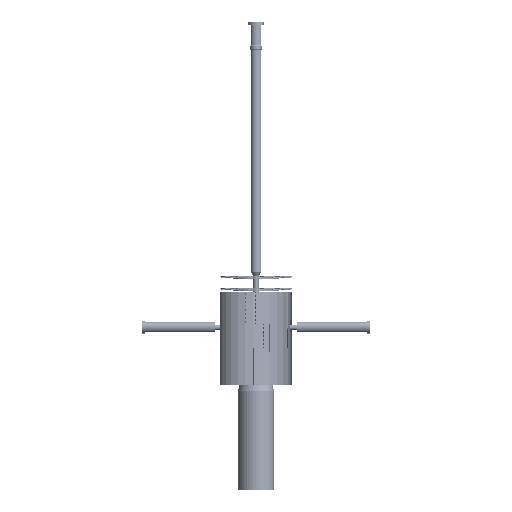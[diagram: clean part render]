
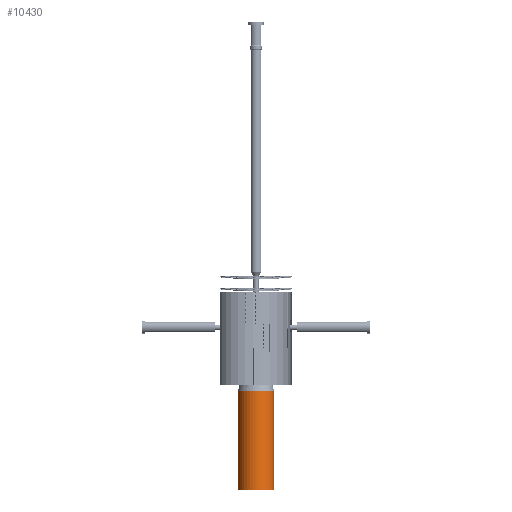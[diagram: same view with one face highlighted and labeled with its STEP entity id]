
A CAD part, left-side view. The second image highlights one B-rep face of the part: STEP entity #10430.
In plain terms, the highlighted cylindrical face has radius 71 mm (diameter 142 mm), a partial arc.
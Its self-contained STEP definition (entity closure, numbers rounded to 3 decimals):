
#10373=CARTESIAN_POINT('',(0.0,-250.0,-71.0));
#10374=VERTEX_POINT('',#10373);
#10381=CARTESIAN_POINT('',(0.0,-250.0,71.0));
#10382=VERTEX_POINT('',#10381);
#10383=CARTESIAN_POINT('',(0.0,-250.0,0.0));
#10384=DIRECTION('',(0.0,-1.0,0.0));
#10385=DIRECTION('',(1.0,0.0,0.0));
#10386=AXIS2_PLACEMENT_3D('',#10383,#10384,#10385);
#10387=CIRCLE('',#10386,71.0);
#10388=EDGE_CURVE('',#10374,#10382,#10387,.F.);
#10399=CARTESIAN_POINT('',(0.0,-220.,0.0));
#10400=DIRECTION('',(0.0,1.0,0.0));
#10401=DIRECTION('',(0.0,0.0,-1.0));
#10402=AXIS2_PLACEMENT_3D('',#10399,#10400,#10401);
#10403=CYLINDRICAL_SURFACE('',#10402,71.0);
#10404=ORIENTED_EDGE('',*,*,#10388,.F.);
#10405=CARTESIAN_POINT('',(0.0,-640.0,-71.0));
#10406=VERTEX_POINT('',#10405);
#10407=CARTESIAN_POINT('',(0.0,-640.0,-71.0));
#10408=DIRECTION('',(0.0,1.0,0.0));
#10409=VECTOR('',#10408,390.0);
#10410=LINE('',#10407,#10409);
#10411=EDGE_CURVE('',#10374,#10406,#10410,.F.);
#10412=ORIENTED_EDGE('',*,*,#10411,.T.);
#10413=CARTESIAN_POINT('',(0.0,-640.0,71.0));
#10414=VERTEX_POINT('',#10413);
#10415=CARTESIAN_POINT('',(0.0,-640.0,0.0));
#10416=DIRECTION('',(0.0,1.0,0.0));
#10417=DIRECTION('',(1.0,0.0,0.0));
#10418=AXIS2_PLACEMENT_3D('',#10415,#10416,#10417);
#10419=CIRCLE('',#10418,71.0);
#10420=EDGE_CURVE('',#10406,#10414,#10419,.T.);
#10421=ORIENTED_EDGE('',*,*,#10420,.T.);
#10422=CARTESIAN_POINT('',(0.0,-640.0,71.0));
#10423=DIRECTION('',(0.0,1.0,0.0));
#10424=VECTOR('',#10423,390.0);
#10425=LINE('',#10422,#10424);
#10426=EDGE_CURVE('',#10382,#10414,#10425,.F.);
#10427=ORIENTED_EDGE('',*,*,#10426,.F.);
#10428=EDGE_LOOP('',(#10404,#10412,#10421,#10427));
#10429=FACE_OUTER_BOUND('',#10428,.T.);
#10430=ADVANCED_FACE('',(#10429),#10403,.T.);
